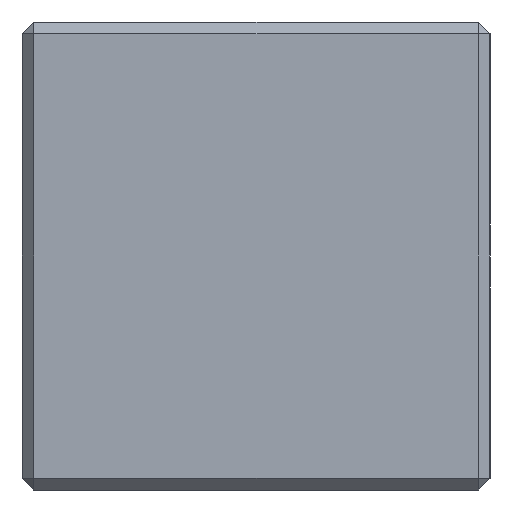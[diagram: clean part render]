
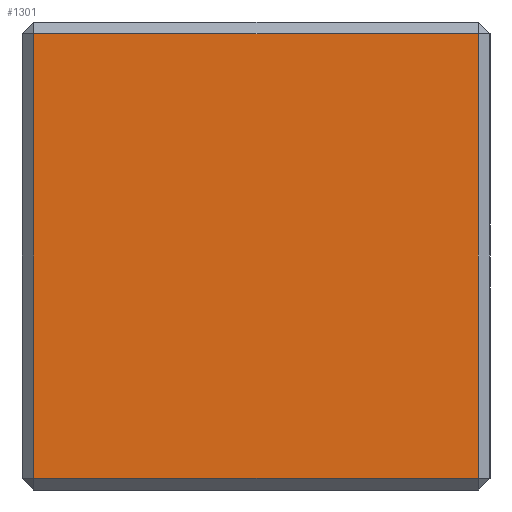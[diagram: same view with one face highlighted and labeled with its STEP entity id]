
A CAD part, left-side view. The second image highlights one B-rep face of the part: STEP entity #1301.
In plain terms, the highlighted planar face has unit normal (-1, 0, 0).
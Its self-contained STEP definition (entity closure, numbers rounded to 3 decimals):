
#68=PLANE('',#1422);
#159=FACE_OUTER_BOUND('',#248,.T.);
#248=EDGE_LOOP('',(#1135,#1136,#1137,#1138));
#361=LINE('',#2055,#510);
#367=LINE('',#2066,#516);
#377=LINE('',#2085,#526);
#380=LINE('',#2090,#529);
#510=VECTOR('',#1654,10.);
#516=VECTOR('',#1666,10.);
#526=VECTOR('',#1686,10.);
#529=VECTOR('',#1693,10.);
#668=VERTEX_POINT('',#2027);
#674=VERTEX_POINT('',#2049);
#677=VERTEX_POINT('',#2061);
#680=VERTEX_POINT('',#2079);
#811=EDGE_CURVE('',#674,#668,#361,.T.);
#817=EDGE_CURVE('',#668,#677,#367,.T.);
#827=EDGE_CURVE('',#680,#674,#377,.T.);
#830=EDGE_CURVE('',#677,#680,#380,.T.);
#1135=ORIENTED_EDGE('',*,*,#811,.F.);
#1136=ORIENTED_EDGE('',*,*,#827,.F.);
#1137=ORIENTED_EDGE('',*,*,#830,.F.);
#1138=ORIENTED_EDGE('',*,*,#817,.F.);
#1301=ADVANCED_FACE('',(#159),#68,.T.);
#1422=AXIS2_PLACEMENT_3D('',#2124,#1740,#1741);
#1654=DIRECTION('',(0.,1.,0.));
#1666=DIRECTION('',(0.,0.,1.));
#1686=DIRECTION('',(0.,0.,-1.));
#1693=DIRECTION('',(0.,-1.,0.));
#1740=DIRECTION('center_axis',(-1.,0.,0.));
#1741=DIRECTION('ref_axis',(0.,-1.,0.));
#2027=CARTESIAN_POINT('',(0.,15.6,0.4));
#2049=CARTESIAN_POINT('',(0.,0.4,0.4));
#2055=CARTESIAN_POINT('',(0.,12.,0.4));
#2061=CARTESIAN_POINT('',(0.,15.6,15.6));
#2066=CARTESIAN_POINT('',(0.,15.6,0.));
#2079=CARTESIAN_POINT('',(0.,0.4,15.6));
#2085=CARTESIAN_POINT('',(0.,0.4,0.));
#2090=CARTESIAN_POINT('',(0.,12.,15.6));
#2124=CARTESIAN_POINT('Origin',(0.,16.,0.));
